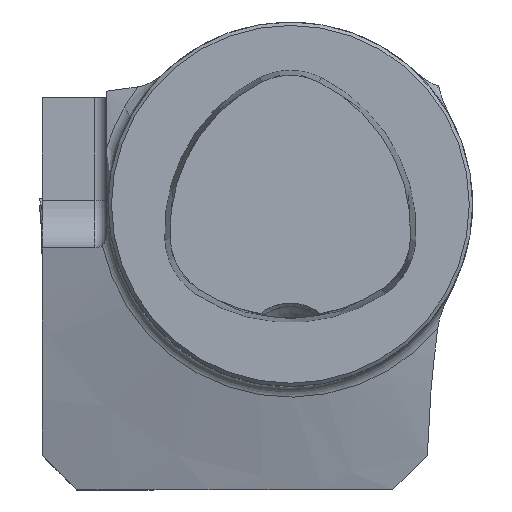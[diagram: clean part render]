
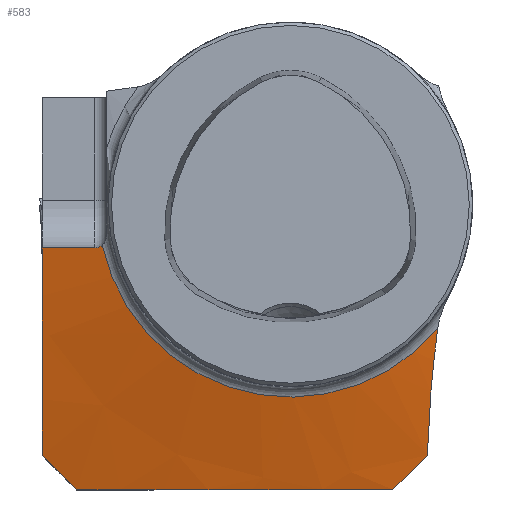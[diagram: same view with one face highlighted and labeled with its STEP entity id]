
A CAD part, top view. The second image highlights one B-rep face of the part: STEP entity #583.
In plain terms, the highlighted conical face has half-angle 75 degrees and reference radius 16 mm.
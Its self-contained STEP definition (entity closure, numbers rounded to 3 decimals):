
#583=ADVANCED_FACE('FP_RR_SU1',(#708),#697,.T.);
#697=CONICAL_SURFACE('',#2250,16.,75.);
#708=FACE_OUTER_BOUND('',#819,.T.);
#819=EDGE_LOOP('',(#982,#983,#984,#985,#986,#987,#988,#989));
#940=CIRCLE('',#2249,16.889);
#982=ORIENTED_EDGE('',*,*,#1794,.F.);
#983=ORIENTED_EDGE('',*,*,#1795,.T.);
#984=ORIENTED_EDGE('',*,*,#1796,.F.);
#985=ORIENTED_EDGE('',*,*,#1797,.T.);
#986=ORIENTED_EDGE('',*,*,#1798,.F.);
#987=ORIENTED_EDGE('',*,*,#1799,.F.);
#988=ORIENTED_EDGE('',*,*,#1800,.F.);
#989=ORIENTED_EDGE('',*,*,#1801,.T.);
#1592=VERTEX_POINT('',#2928);
#1593=VERTEX_POINT('',#2929);
#1594=VERTEX_POINT('',#2934);
#1595=VERTEX_POINT('',#2939);
#1596=VERTEX_POINT('',#2941);
#1597=VERTEX_POINT('',#2949);
#1598=VERTEX_POINT('',#2957);
#1599=VERTEX_POINT('',#2962);
#1794=EDGE_CURVE('',#1592,#1593,#2099,.T.);
#1795=EDGE_CURVE('',#1592,#1594,#2100,.T.);
#1796=EDGE_CURVE('',#1595,#1594,#2101,.T.);
#1797=EDGE_CURVE('',#1595,#1596,#940,.T.);
#1798=EDGE_CURVE('',#1597,#1596,#2102,.T.);
#1799=EDGE_CURVE('',#1598,#1597,#2103,.T.);
#1800=EDGE_CURVE('',#1599,#1598,#2104,.T.);
#1801=EDGE_CURVE('',#1599,#1593,#2105,.T.);
#2099=B_SPLINE_CURVE_WITH_KNOTS('',3,(#2922,#2923,#2924,#2925,#2926,#2927),
 .UNSPECIFIED.,.F.,.F.,(4,2,4),(0.,0.5,1.),.UNSPECIFIED.);
#2100=B_SPLINE_CURVE_WITH_KNOTS('',3,(#2930,#2931,#2932,#2933),
 .UNSPECIFIED.,.F.,.F.,(4,4),(0.,1.),.UNSPECIFIED.);
#2101=B_SPLINE_CURVE_WITH_KNOTS('',3,(#2935,#2936,#2937,#2938),
 .UNSPECIFIED.,.F.,.F.,(4,4),(0.,1.),.UNSPECIFIED.);
#2102=B_SPLINE_CURVE_WITH_KNOTS('',3,(#2942,#2943,#2944,#2945,#2946,#2947,
#2948),.UNSPECIFIED.,.F.,.F.,(4,3,4),(0.,0.501,1.),
 .UNSPECIFIED.);
#2103=B_SPLINE_CURVE_WITH_KNOTS('',3,(#2950,#2951,#2952,#2953,#2954,#2955,
#2956),.UNSPECIFIED.,.F.,.F.,(4,3,4),(0.,0.844,1.),
 .UNSPECIFIED.);
#2104=B_SPLINE_CURVE_WITH_KNOTS('',3,(#2958,#2959,#2960,#2961),
 .UNSPECIFIED.,.F.,.F.,(4,4),(0.,1.),.UNSPECIFIED.);
#2105=B_SPLINE_CURVE_WITH_KNOTS('',3,(#2963,#2964,#2965,#2966),
 .UNSPECIFIED.,.F.,.F.,(4,4),(0.,1.),.UNSPECIFIED.);
#2249=AXIS2_PLACEMENT_3D('',#2940,#2414,#2415);
#2250=AXIS2_PLACEMENT_3D('',#2967,#2416,#2417);
#2414=DIRECTION('',(0.,0.,-1.));
#2415=DIRECTION('',(1.,0.,0.));
#2416=DIRECTION('',(0.,0.,-1.));
#2417=DIRECTION('',(-1.,0.,0.));
#2922=CARTESIAN_POINT('',(9.,-25.,-19.032));
#2923=CARTESIAN_POINT('',(4.348,-25.,-18.61));
#2924=CARTESIAN_POINT('',(-0.291,-25.,-18.501));
#2925=CARTESIAN_POINT('',(-9.539,-25.,-18.979));
#2926=CARTESIAN_POINT('',(-14.15,-25.,-19.547));
#2927=CARTESIAN_POINT('',(-18.75,-25.,-20.286));
#2928=CARTESIAN_POINT('',(9.,-25.,-19.032));
#2929=CARTESIAN_POINT('',(-18.75,-25.,-20.286));
#2930=CARTESIAN_POINT('',(9.,-25.,-19.032));
#2931=CARTESIAN_POINT('',(10.004,-23.996,-18.87));
#2932=CARTESIAN_POINT('',(11.01,-22.99,-18.733));
#2933=CARTESIAN_POINT('',(12.018,-21.982,-18.626));
#2934=CARTESIAN_POINT('',(12.018,-21.982,-18.626));
#2935=CARTESIAN_POINT('',(12.928,-10.868,-16.438));
#2936=CARTESIAN_POINT('',(12.471,-14.592,-16.987));
#2937=CARTESIAN_POINT('',(12.098,-18.292,-17.768));
#2938=CARTESIAN_POINT('',(12.018,-21.982,-18.626));
#2939=CARTESIAN_POINT('',(12.928,-10.868,-16.438));
#2940=CARTESIAN_POINT('',(0.,0.,-16.438));
#2941=CARTESIAN_POINT('',(-16.508,-3.567,-16.438));
#2942=CARTESIAN_POINT('',(-17.15,-3.8,-16.62));
#2943=CARTESIAN_POINT('',(-17.034,-3.8,-16.589));
#2944=CARTESIAN_POINT('',(-16.917,-3.779,-16.558));
#2945=CARTESIAN_POINT('',(-16.809,-3.74,-16.527));
#2946=CARTESIAN_POINT('',(-16.7,-3.701,-16.496));
#2947=CARTESIAN_POINT('',(-16.597,-3.641,-16.466));
#2948=CARTESIAN_POINT('',(-16.508,-3.567,-16.438));
#2949=CARTESIAN_POINT('',(-17.15,-3.8,-16.62));
#2950=CARTESIAN_POINT('',(-21.75,-3.8,-17.829));
#2951=CARTESIAN_POINT('',(-20.456,-3.8,-17.488));
#2952=CARTESIAN_POINT('',(-19.162,-3.8,-17.147));
#2953=CARTESIAN_POINT('',(-17.868,-3.8,-16.808));
#2954=CARTESIAN_POINT('',(-17.629,-3.8,-16.745));
#2955=CARTESIAN_POINT('',(-17.389,-3.8,-16.682));
#2956=CARTESIAN_POINT('',(-17.15,-3.8,-16.62));
#2957=CARTESIAN_POINT('',(-21.75,-3.8,-17.829));
#2958=CARTESIAN_POINT('',(-21.75,-22.,-20.202));
#2959=CARTESIAN_POINT('',(-21.75,-15.983,-19.056));
#2960=CARTESIAN_POINT('',(-21.75,-9.938,-18.112));
#2961=CARTESIAN_POINT('',(-21.75,-3.8,-17.829));
#2962=CARTESIAN_POINT('',(-21.75,-22.,-20.202));
#2963=CARTESIAN_POINT('',(-21.75,-22.,-20.202));
#2964=CARTESIAN_POINT('',(-20.75,-23.,-20.204));
#2965=CARTESIAN_POINT('',(-19.75,-24.,-20.233));
#2966=CARTESIAN_POINT('',(-18.75,-25.,-20.286));
#2967=CARTESIAN_POINT('',(0.,0.,-16.2));
